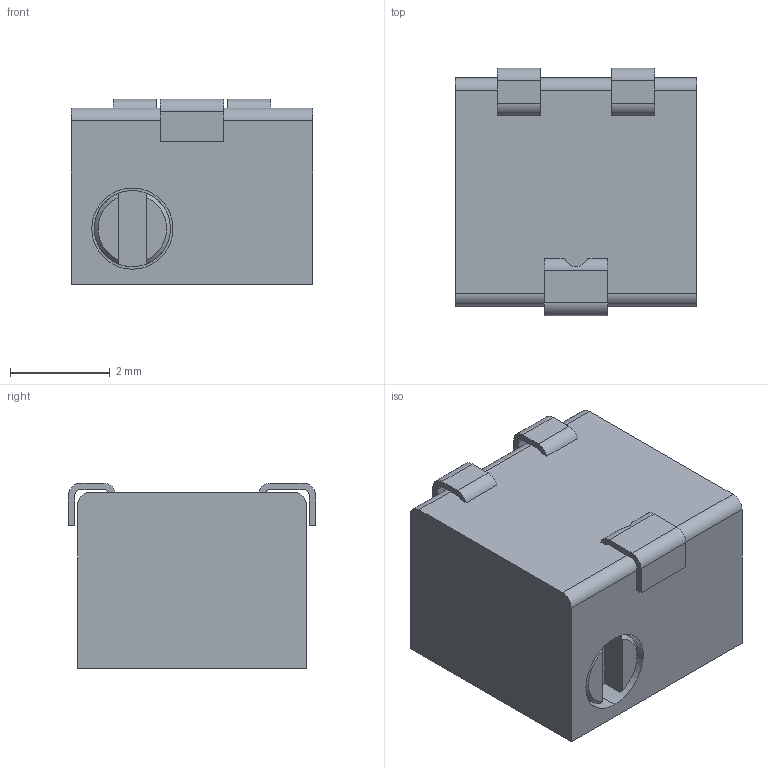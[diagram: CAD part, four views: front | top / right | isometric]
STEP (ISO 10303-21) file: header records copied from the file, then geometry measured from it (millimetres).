
FILE_DESCRIPTION (( 'STEP AP214' ), '1' );
FILE_NAME ('3224J(Bourns).STEP', '2020-02-02T13:32:46', ( '' ), ( '' ), 'SwSTEP 2.0', 'SolidWorks 2018', '' );
FILE_SCHEMA (( 'AUTOMOTIVE_DESIGN' ));
Length unit declared in the file: millimetre
Products named in the file (8): 3224w-1-501e_15; 3224J(Bourns); 3224j-1-200e; J; 3224w-1-501e_09; 3224w-1-501e_11; 3224w-1-501e_08; 3224w-1-501e_10
Assembly tree (7 placements, depth 2):
  3224J(Bourns)
    3224j-1-200e
    3224w-1-501e_15
    3224w-1-501e_08
    3224w-1-501e_09
    3224w-1-501e_10
    3224w-1-501e_11
    J
Bounding box: 4.83 x 4.95 x 3.71 mm (x, y, z)
Volume: 77.6 mm3; surface area: 132.9 mm2
Topology: 7 solids, 8 shells, 192 faces, 514 edges, 342 vertices
Faces by surface type: plane 90, bspline 76, cylinder 22, cone 4
Entity records: 7517 total; most frequent: CARTESIAN_POINT 2274, ORIENTED_EDGE 1028, DIRECTION 660, EDGE_CURVE 514, VERTEX_POINT 342, LINE 304, VECTOR 304, EDGE_LOOP 206
